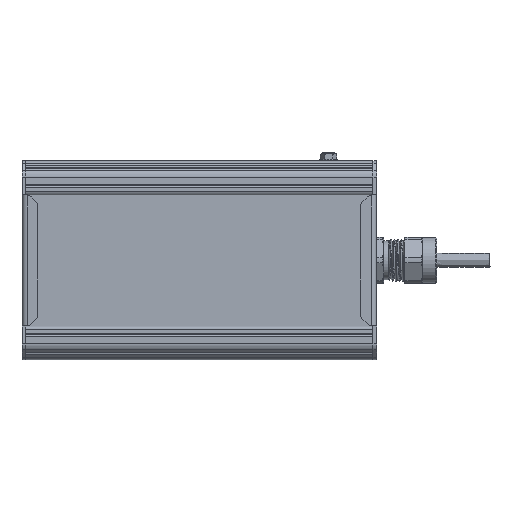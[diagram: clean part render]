
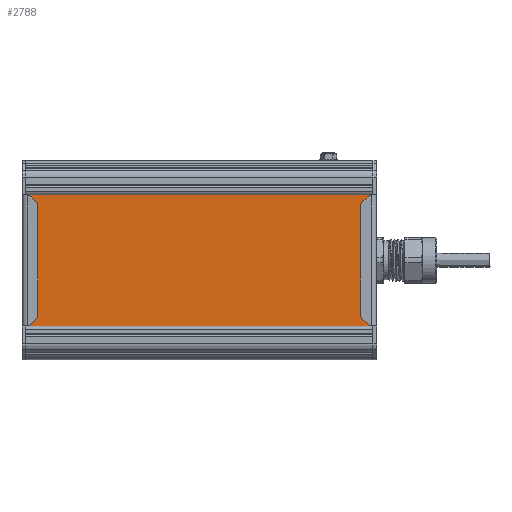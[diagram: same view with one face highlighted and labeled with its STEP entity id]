
A CAD part, front view. The second image highlights one B-rep face of the part: STEP entity #2788.
In plain terms, the highlighted face is planar.
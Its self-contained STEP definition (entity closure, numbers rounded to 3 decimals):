
#2788=ADVANCED_FACE('',(#9213),#9215,.T.);
#9213=FACE_BOUND('',#9214,.T.);
#9214=EDGE_LOOP('',(#31454,#31455,#31456,#31457));
#9215=PLANE('',#9216);
#9216=AXIS2_PLACEMENT_3D('',#9217,#9218,#9219);
#9217=CARTESIAN_POINT('',(120.465,593.492,117.308));
#9218=DIRECTION('',(0.,0.,-1.));
#9219=DIRECTION('',(0.,1.,0.));
#31454=ORIENTED_EDGE('',*,*,#35226,.T.);
#31455=ORIENTED_EDGE('',*,*,#35225,.F.);
#31456=ORIENTED_EDGE('',*,*,#35227,.T.);
#31457=ORIENTED_EDGE('',*,*,#35228,.T.);
#35225=EDGE_CURVE('',#38185,#38183,#38187,.T.);
#35226=EDGE_CURVE('',#38188,#38183,#38189,.T.);
#35227=EDGE_CURVE('',#38185,#38190,#38191,.T.);
#35228=EDGE_CURVE('',#38190,#38188,#38192,.T.);
#38183=VERTEX_POINT('',#47942);
#38185=VERTEX_POINT('',#47946);
#38187=LINE('',#47950,#47951);
#38188=VERTEX_POINT('',#47953);
#38189=LINE('',#47954,#47955);
#38190=VERTEX_POINT('',#47957);
#38191=LINE('',#47958,#47959);
#38192=LINE('',#47961,#47962);
#47942=CARTESIAN_POINT('',(316.465,593.492,117.308));
#47946=CARTESIAN_POINT('',(120.465,593.492,117.308));
#47950=CARTESIAN_POINT('',(120.465,593.492,117.308));
#47951=VECTOR('',#47952,1.);
#47952=DIRECTION('',(1.,0.,0.));
#47953=CARTESIAN_POINT('',(316.465,679.838,117.308));
#47954=CARTESIAN_POINT('',(316.465,679.838,117.308));
#47955=VECTOR('',#47956,1.);
#47956=DIRECTION('',(0.,-1.,0.));
#47957=CARTESIAN_POINT('',(120.465,679.838,117.308));
#47958=CARTESIAN_POINT('',(120.465,593.492,117.308));
#47959=VECTOR('',#47960,1.);
#47960=DIRECTION('',(0.,1.,0.));
#47961=CARTESIAN_POINT('',(120.465,679.838,117.308));
#47962=VECTOR('',#47963,1.);
#47963=DIRECTION('',(1.,0.,0.));
